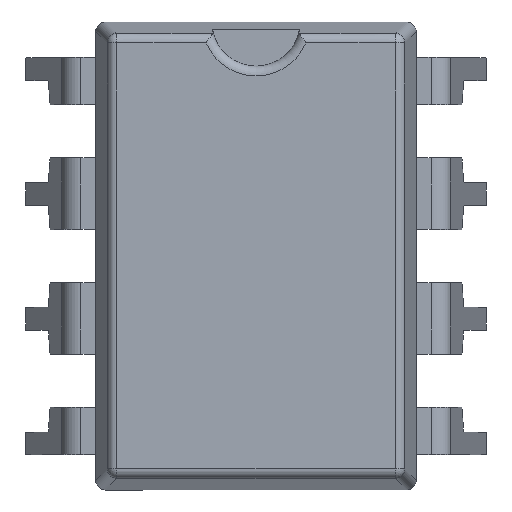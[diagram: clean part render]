
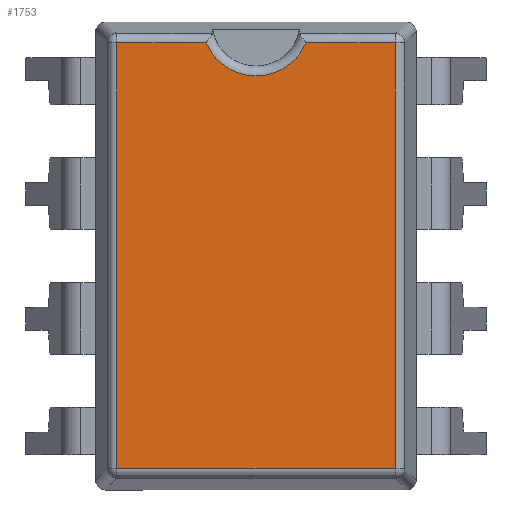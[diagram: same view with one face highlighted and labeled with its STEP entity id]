
A CAD part, top view. The second image highlights one B-rep face of the part: STEP entity #1753.
In plain terms, the highlighted face is planar.
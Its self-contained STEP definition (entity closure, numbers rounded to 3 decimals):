
#568=DIRECTION('',(0.,0.,1.));
#569=VECTOR('',#568,5.664);
#570=CARTESIAN_POINT('',(-4.335,1.475,-2.832));
#571=LINE('',#570,#569);
#582=CARTESIAN_POINT('',(4.763,1.475,0.));
#583=DIRECTION('',(0.,1.,0.));
#584=DIRECTION('',(-0.389,0.,-0.921));
#585=AXIS2_PLACEMENT_3D('',#582,#583,#584);
#642=DIRECTION('',(0.,0.,-1.));
#643=VECTOR('',#642,1.819);
#644=CARTESIAN_POINT('',(4.335,1.475,-1.013));
#645=LINE('',#644,#643);
#680=DIRECTION('',(-1.,0.,0.));
#681=VECTOR('',#680,8.669);
#682=CARTESIAN_POINT('',(4.335,1.475,-2.832));
#683=LINE('',#682,#681);
#702=DIRECTION('',(0.,0.,-1.));
#703=VECTOR('',#702,1.819);
#704=CARTESIAN_POINT('',(4.335,1.475,2.832));
#705=LINE('',#704,#703);
#1225=DIRECTION('',(1.,0.,0.));
#1226=VECTOR('',#1225,8.669);
#1227=CARTESIAN_POINT('',(-4.335,1.475,2.832));
#1228=LINE('',#1227,#1226);
#1239=CARTESIAN_POINT('',(4.335,1.475,-2.832));
#1240=CARTESIAN_POINT('',(-4.335,1.475,-2.832));
#1241=VERTEX_POINT('',#1239);
#1242=VERTEX_POINT('',#1240);
#1247=CARTESIAN_POINT('',(-4.335,1.475,2.832));
#1248=VERTEX_POINT('',#1247);
#1253=CARTESIAN_POINT('',(4.335,1.475,2.832));
#1254=VERTEX_POINT('',#1253);
#1355=CARTESIAN_POINT('',(4.335,1.475,-1.013));
#1356=VERTEX_POINT('',#1355);
#1359=CARTESIAN_POINT('',(4.335,1.475,1.013));
#1360=VERTEX_POINT('',#1359);
#1735=CARTESIAN_POINT('',(0.,1.475,0.));
#1736=DIRECTION('',(0.,1.,0.));
#1737=DIRECTION('',(1.,0.,0.));
#1738=AXIS2_PLACEMENT_3D('',#1735,#1736,#1737);
#1739=PLANE('',#1738);
#1741=ORIENTED_EDGE('',*,*,#1740,.T.);
#1743=ORIENTED_EDGE('',*,*,#1742,.F.);
#1745=ORIENTED_EDGE('',*,*,#1744,.F.);
#1746=ORIENTED_EDGE('',*,*,#1726,.F.);
#1748=ORIENTED_EDGE('',*,*,#1747,.F.);
#1750=ORIENTED_EDGE('',*,*,#1749,.F.);
#1751=EDGE_LOOP('',(#1741,#1743,#1745,#1746,#1748,#1750));
#1752=FACE_OUTER_BOUND('',#1751,.F.);
#1753=ADVANCED_FACE('',(#1752),#1739,.T.);
#586=CIRCLE('',#585,1.1);
#1726=EDGE_CURVE('',#1242,#1248,#571,.T.);
#1740=EDGE_CURVE('',#1356,#1360,#586,.T.);
#1742=EDGE_CURVE('',#1254,#1360,#705,.T.);
#1744=EDGE_CURVE('',#1248,#1254,#1228,.T.);
#1747=EDGE_CURVE('',#1241,#1242,#683,.T.);
#1749=EDGE_CURVE('',#1356,#1241,#645,.T.);
